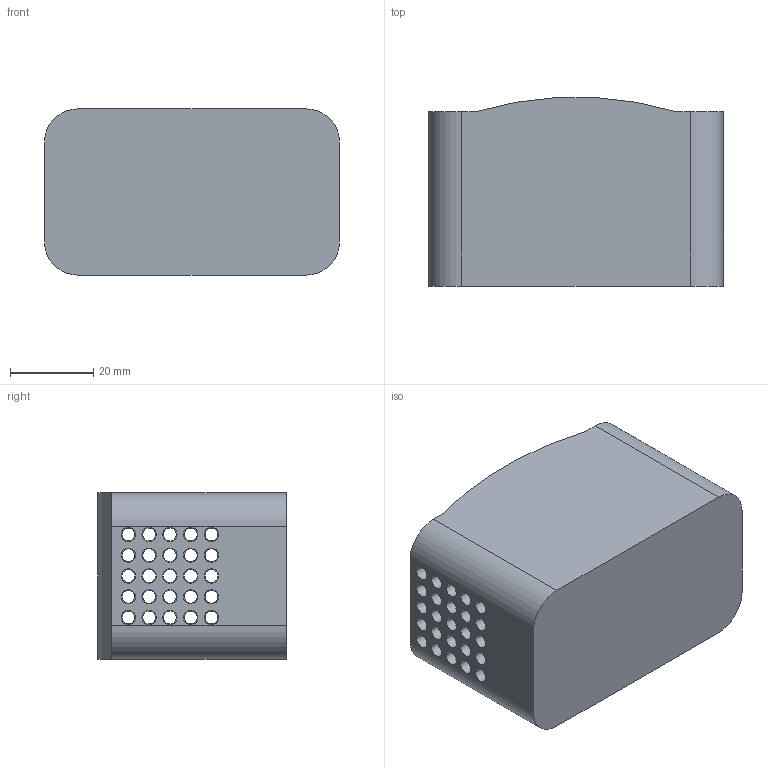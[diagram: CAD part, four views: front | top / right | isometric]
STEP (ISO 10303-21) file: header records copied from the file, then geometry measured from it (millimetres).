
FILE_DESCRIPTION (( 'STEP AP214' ), '1' );
FILE_NAME ('Flow Phantom Universal.STEP', '2023-12-06T01:15:44', ( '' ), ( '' ), 'SwSTEP 2.0', 'SolidWorks 2021', '' );
FILE_SCHEMA (( 'AUTOMOTIVE_DESIGN' ));
Length unit declared in the file: millimetre
Products named in the file (1): Flow Phantom Universal
Bounding box: 71 x 45.36 x 40 mm (x, y, z)
Volume: 107356.3 mm3; surface area: 31918.5 mm2
Topology: 1 solids, 1 shells, 212 faces, 480 edges, 320 vertices
Faces by surface type: cylinder 155, plane 57
Entity records: 6248 total; most frequent: DIRECTION 1216, CARTESIAN_POINT 1013, ORIENTED_EDGE 960, AXIS2_PLACEMENT_3D 523, EDGE_CURVE 480, VERTEX_POINT 320, EDGE_LOOP 312, CIRCLE 310
